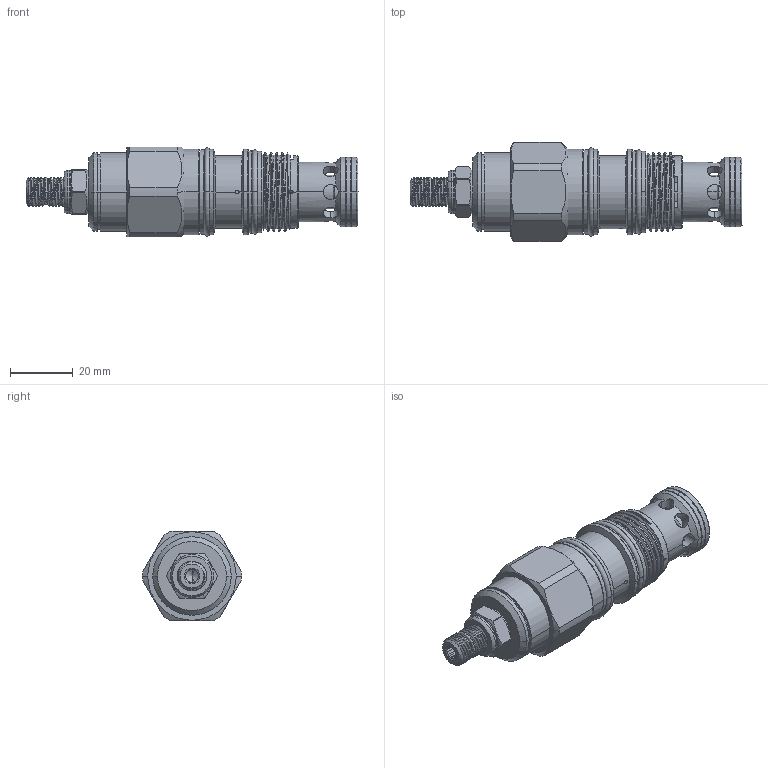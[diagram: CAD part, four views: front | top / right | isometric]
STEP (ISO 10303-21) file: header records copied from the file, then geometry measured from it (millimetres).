
FILE_DESCRIPTION (( 'STEP AP203' ), '1' );
FILE_NAME ('RV2A3G-L-85.STEP', '2020-03-24T08:01:16', ( '' ), ( '' ), 'SwSTEP 2.0', 'SolidWorks 2018', '' );
FILE_SCHEMA (( 'CONFIG_CONTROL_DESIGN' ));
Products named in the file (1): RV2A3G-L-85
Bounding box: 105.8 x 31.6 x 28.57 mm (x, y, z)
Volume: 42942.3 mm3; surface area: 12871.9 mm2
Topology: 4 solids, 4 shells, 731 faces, 2058 edges, 1311 vertices
Faces by surface type: cylinder 553, plane 69, cone 62, torus 34, bspline 7, sphere 6
Entity records: 53528 total; most frequent: CARTESIAN_POINT 35588, ORIENTED_EDGE 4112, DIRECTION 2895, EDGE_CURVE 2056, VERTEX_POINT 1311, EDGE_LOOP 1125, AXIS2_PLACEMENT_3D 1114, B_SPLINE_CURVE_WITH_KNOTS 937
